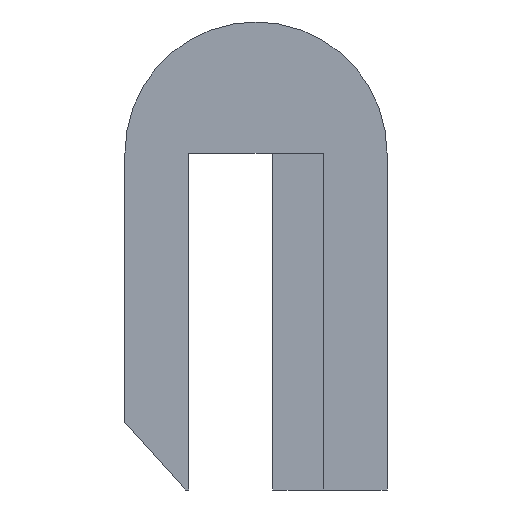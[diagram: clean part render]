
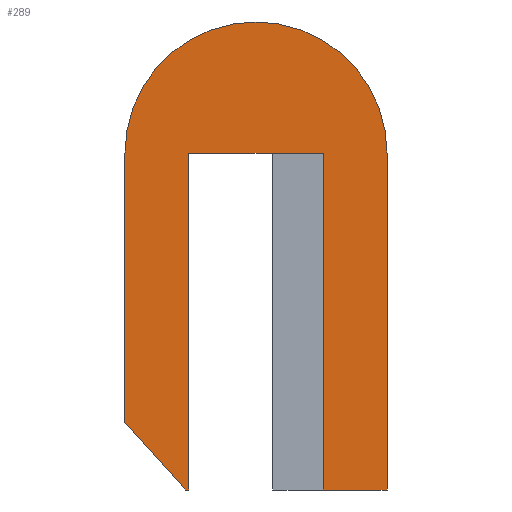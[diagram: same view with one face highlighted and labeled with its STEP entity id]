
A CAD part, front view. The second image highlights one B-rep face of the part: STEP entity #289.
In plain terms, the highlighted planar face has unit normal (0, -1, 0).
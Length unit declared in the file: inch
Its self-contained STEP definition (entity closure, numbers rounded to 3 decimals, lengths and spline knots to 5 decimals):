
#18=CIRCLE('',#322,0.09724);
#22=FACE_OUTER_BOUND('',#39,.T.);
#39=EDGE_LOOP('',(#201,#202,#203,#204,#205,#206,#207,#208,#209));
#56=LINE('',#423,#93);
#58=LINE('',#427,#95);
#61=LINE('',#433,#98);
#62=LINE('',#435,#99);
#63=LINE('',#437,#100);
#64=LINE('',#439,#101);
#65=LINE('',#441,#102);
#66=LINE('',#443,#103);
#93=VECTOR('',#344,0.3937);
#95=VECTOR('',#348,0.3937);
#98=VECTOR('',#353,0.3937);
#99=VECTOR('',#354,0.3937);
#100=VECTOR('',#355,0.3937);
#101=VECTOR('',#356,0.3937);
#102=VECTOR('',#357,0.3937);
#103=VECTOR('',#358,0.3937);
#130=VERTEX_POINT('',#420);
#131=VERTEX_POINT('',#422);
#132=VERTEX_POINT('',#426);
#134=VERTEX_POINT('',#432);
#135=VERTEX_POINT('',#434);
#136=VERTEX_POINT('',#436);
#137=VERTEX_POINT('',#438);
#138=VERTEX_POINT('',#440);
#139=VERTEX_POINT('',#442);
#156=EDGE_CURVE('',#130,#131,#56,.T.);
#158=EDGE_CURVE('',#132,#131,#58,.T.);
#161=EDGE_CURVE('',#130,#134,#61,.T.);
#162=EDGE_CURVE('',#134,#135,#62,.T.);
#163=EDGE_CURVE('',#135,#136,#63,.T.);
#164=EDGE_CURVE('',#136,#137,#64,.T.);
#165=EDGE_CURVE('',#137,#138,#65,.T.);
#166=EDGE_CURVE('',#138,#139,#66,.T.);
#167=EDGE_CURVE('',#139,#132,#18,.T.);
#201=ORIENTED_EDGE('',*,*,#156,.F.);
#202=ORIENTED_EDGE('',*,*,#161,.T.);
#203=ORIENTED_EDGE('',*,*,#162,.T.);
#204=ORIENTED_EDGE('',*,*,#163,.T.);
#205=ORIENTED_EDGE('',*,*,#164,.T.);
#206=ORIENTED_EDGE('',*,*,#165,.T.);
#207=ORIENTED_EDGE('',*,*,#166,.T.);
#208=ORIENTED_EDGE('',*,*,#167,.T.);
#209=ORIENTED_EDGE('',*,*,#158,.T.);
#273=PLANE('',#321);
#289=ADVANCED_FACE('',(#22),#273,.F.);
#321=AXIS2_PLACEMENT_3D('',#431,#351,#352);
#322=AXIS2_PLACEMENT_3D('',#444,#359,#360);
#344=DIRECTION('',(-0.669,0.,0.743));
#348=DIRECTION('',(0.,0.,-1.));
#351=DIRECTION('center_axis',(0.,1.,0.));
#352=DIRECTION('ref_axis',(1.,0.,0.));
#353=DIRECTION('',(1.,0.,0.));
#354=DIRECTION('',(0.,0.,1.));
#355=DIRECTION('',(1.,0.,0.));
#356=DIRECTION('',(0.,0.,-1.));
#357=DIRECTION('',(1.,0.,0.));
#358=DIRECTION('',(0.,0.,1.));
#359=DIRECTION('center_axis',(0.,-1.,0.));
#360=DIRECTION('ref_axis',(-1.,0.,0.));
#420=CARTESIAN_POINT('',(-1.50224,0.5425,28.));
#422=CARTESIAN_POINT('',(-1.54724,0.5425,28.05));
#423=CARTESIAN_POINT('',(-1.54497,0.5425,28.04747));
#426=CARTESIAN_POINT('',(-1.54724,0.5425,28.25));
#427=CARTESIAN_POINT('',(-1.54724,0.5425,28.));
#431=CARTESIAN_POINT('Origin',(-1.45,0.5425,28.17362));
#432=CARTESIAN_POINT('',(-1.5,0.5425,28.));
#433=CARTESIAN_POINT('',(-1.5,0.5425,28.));
#434=CARTESIAN_POINT('',(-1.5,0.5425,28.25));
#435=CARTESIAN_POINT('',(-1.5,0.5425,28.25));
#436=CARTESIAN_POINT('',(-1.4,0.5425,28.25));
#437=CARTESIAN_POINT('',(-1.5,0.5425,28.25));
#438=CARTESIAN_POINT('',(-1.4,0.5425,28.));
#439=CARTESIAN_POINT('',(-1.4,0.5425,28.25));
#440=CARTESIAN_POINT('',(-1.35276,0.5425,28.));
#441=CARTESIAN_POINT('',(-1.4,0.5425,28.));
#442=CARTESIAN_POINT('',(-1.35276,0.5425,28.25));
#443=CARTESIAN_POINT('',(-1.35276,0.5425,28.));
#444=CARTESIAN_POINT('Origin',(-1.45,0.5425,28.25));
